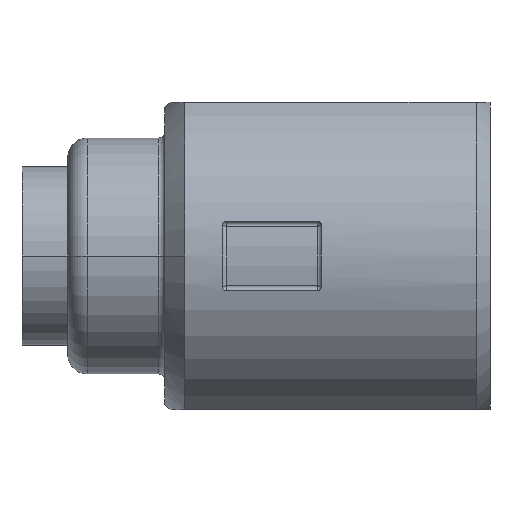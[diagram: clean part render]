
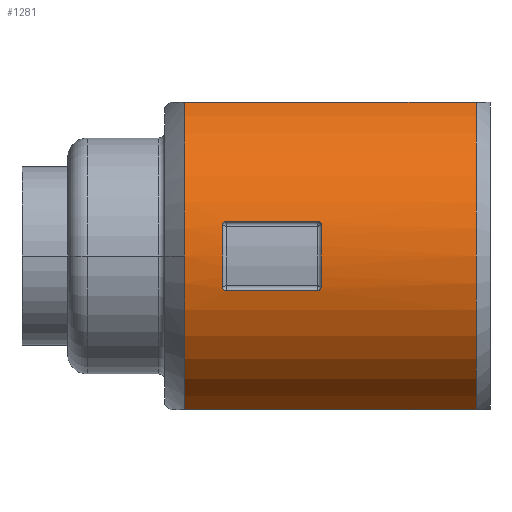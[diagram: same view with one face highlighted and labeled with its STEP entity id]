
A CAD part, front view. The second image highlights one B-rep face of the part: STEP entity #1281.
In plain terms, the highlighted cylindrical face has radius 8.5 mm (diameter 17 mm), a partial arc.
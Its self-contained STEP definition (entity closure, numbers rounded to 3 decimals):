
#77=CARTESIAN_POINT('',(2.9,0.,0.));
#78=DIRECTION('',(-1.,0.,0.));
#79=DIRECTION('',(0.,-0.983,-0.182));
#80=AXIS2_PLACEMENT_3D('',#77,#78,#79);
#82=CARTESIAN_POINT('',(2.9,0.,0.));
#83=DIRECTION('',(-1.,0.,0.));
#84=DIRECTION('',(0.,-1.,0.));
#85=AXIS2_PLACEMENT_3D('',#82,#83,#84);
#126=CARTESIAN_POINT('',(7.9,0.,0.));
#127=DIRECTION('',(1.,0.,0.));
#128=DIRECTION('',(0.,-0.983,0.182));
#129=AXIS2_PLACEMENT_3D('',#126,#127,#128);
#131=CARTESIAN_POINT('',(7.9,0.,0.));
#132=DIRECTION('',(1.,0.,0.));
#133=DIRECTION('',(0.,-1.,0.));
#134=AXIS2_PLACEMENT_3D('',#131,#132,#133);
#144=DIRECTION('',(-1.,0.,0.));
#145=VECTOR('',#144,14.7);
#146=CARTESIAN_POINT('',(15.7,-3.491,-7.75));
#147=LINE('',#146,#145);
#148=DIRECTION('',(1.,0.,0.));
#149=VECTOR('',#148,14.7);
#150=CARTESIAN_POINT('',(1.,-3.491,7.75));
#151=LINE('',#150,#149);
#152=CARTESIAN_POINT('',(7.9,-8.357,1.55));
#153=CARTESIAN_POINT('',(7.9,-8.352,1.578));
#154=CARTESIAN_POINT('',(7.889,-8.343,1.629));
#155=CARTESIAN_POINT('',(7.844,-8.329,1.696));
#156=CARTESIAN_POINT('',(7.777,-8.32,1.74));
#157=CARTESIAN_POINT('',(7.727,-8.318,1.75));
#158=CARTESIAN_POINT('',(7.7,-8.318,1.75));
#160=DIRECTION('',(-1.,0.,0.));
#161=VECTOR('',#160,4.6);
#162=CARTESIAN_POINT('',(7.7,-8.318,1.75));
#163=LINE('',#162,#161);
#164=CARTESIAN_POINT('',(3.1,-8.318,1.75));
#165=CARTESIAN_POINT('',(3.073,-8.318,1.75));
#166=CARTESIAN_POINT('',(3.023,-8.32,1.74));
#167=CARTESIAN_POINT('',(2.956,-8.329,1.696));
#168=CARTESIAN_POINT('',(2.911,-8.343,1.629));
#169=CARTESIAN_POINT('',(2.9,-8.352,1.578));
#170=CARTESIAN_POINT('',(2.9,-8.357,1.55));
#172=CARTESIAN_POINT('',(2.9,-8.357,-1.55));
#173=CARTESIAN_POINT('',(2.9,-8.352,-1.578));
#174=CARTESIAN_POINT('',(2.911,-8.343,-1.629));
#175=CARTESIAN_POINT('',(2.956,-8.329,-1.696));
#176=CARTESIAN_POINT('',(3.023,-8.32,-1.74));
#177=CARTESIAN_POINT('',(3.073,-8.318,-1.75));
#178=CARTESIAN_POINT('',(3.1,-8.318,-1.75));
#180=DIRECTION('',(1.,0.,0.));
#181=VECTOR('',#180,4.6);
#182=CARTESIAN_POINT('',(3.1,-8.318,-1.75));
#183=LINE('',#182,#181);
#184=CARTESIAN_POINT('',(7.7,-8.318,-1.75));
#185=CARTESIAN_POINT('',(7.727,-8.318,-1.75));
#186=CARTESIAN_POINT('',(7.777,-8.32,-1.74));
#187=CARTESIAN_POINT('',(7.844,-8.329,-1.696));
#188=CARTESIAN_POINT('',(7.889,-8.343,-1.629));
#189=CARTESIAN_POINT('',(7.9,-8.352,-1.578));
#190=CARTESIAN_POINT('',(7.9,-8.357,-1.55));
#199=CARTESIAN_POINT('',(15.7,0.,0.));
#200=DIRECTION('',(-1.,0.,0.));
#201=DIRECTION('',(0.,-0.411,-0.912));
#202=AXIS2_PLACEMENT_3D('',#199,#200,#201);
#204=CARTESIAN_POINT('',(15.7,0.,0.));
#205=DIRECTION('',(-1.,0.,0.));
#206=DIRECTION('',(0.,-1.,0.));
#207=AXIS2_PLACEMENT_3D('',#204,#205,#206);
#307=CARTESIAN_POINT('',(1.,0.,0.));
#308=DIRECTION('',(1.,0.,0.));
#309=DIRECTION('',(0.,-0.411,0.912));
#310=AXIS2_PLACEMENT_3D('',#307,#308,#309);
#341=CARTESIAN_POINT('',(1.,0.,0.));
#342=DIRECTION('',(1.,0.,0.));
#343=DIRECTION('',(0.,-1.,0.));
#344=AXIS2_PLACEMENT_3D('',#341,#342,#343);
#892=CARTESIAN_POINT('',(15.7,-3.491,-7.75));
#893=CARTESIAN_POINT('',(15.7,-8.5,0.));
#894=VERTEX_POINT('',#892);
#895=VERTEX_POINT('',#893);
#896=CARTESIAN_POINT('',(15.7,-3.491,7.75));
#897=VERTEX_POINT('',#896);
#898=CARTESIAN_POINT('',(1.,-3.491,-7.75));
#899=VERTEX_POINT('',#898);
#900=CARTESIAN_POINT('',(1.,-8.5,0.));
#901=VERTEX_POINT('',#900);
#902=CARTESIAN_POINT('',(1.,-3.491,7.75));
#903=VERTEX_POINT('',#902);
#904=CARTESIAN_POINT('',(7.9,-8.357,1.55));
#905=CARTESIAN_POINT('',(7.9,-8.5,0.));
#906=VERTEX_POINT('',#904);
#907=VERTEX_POINT('',#905);
#908=CARTESIAN_POINT('',(7.9,-8.357,-1.55));
#909=VERTEX_POINT('',#908);
#910=VERTEX_POINT('',#158);
#911=CARTESIAN_POINT('',(3.1,-8.318,1.75));
#912=VERTEX_POINT('',#911);
#913=VERTEX_POINT('',#170);
#914=CARTESIAN_POINT('',(2.9,-8.5,0.));
#915=VERTEX_POINT('',#914);
#916=CARTESIAN_POINT('',(2.9,-8.357,-1.55));
#917=VERTEX_POINT('',#916);
#918=VERTEX_POINT('',#178);
#919=CARTESIAN_POINT('',(7.7,-8.318,-1.75));
#920=VERTEX_POINT('',#919);
#1248=CARTESIAN_POINT('',(-5.965,0.,0.));
#1249=DIRECTION('',(1.,0.,0.));
#1250=DIRECTION('',(0.,-1.,0.));
#1251=AXIS2_PLACEMENT_3D('',#1248,#1249,#1250);
#1252=CYLINDRICAL_SURFACE('',#1251,8.5);
#1254=ORIENTED_EDGE('',*,*,#1253,.F.);
#1256=ORIENTED_EDGE('',*,*,#1255,.F.);
#1258=ORIENTED_EDGE('',*,*,#1257,.T.);
#1260=ORIENTED_EDGE('',*,*,#1259,.F.);
#1262=ORIENTED_EDGE('',*,*,#1261,.F.);
#1264=ORIENTED_EDGE('',*,*,#1263,.T.);
#1265=EDGE_LOOP('',(#1254,#1256,#1258,#1260,#1262,#1264));
#1266=FACE_OUTER_BOUND('',#1265,.F.);
#1267=ORIENTED_EDGE('',*,*,#1213,.F.);
#1268=ORIENTED_EDGE('',*,*,#1211,.F.);
#1270=ORIENTED_EDGE('',*,*,#1269,.T.);
#1271=ORIENTED_EDGE('',*,*,#1119,.T.);
#1272=ORIENTED_EDGE('',*,*,#1136,.T.);
#1273=ORIENTED_EDGE('',*,*,#1152,.F.);
#1274=ORIENTED_EDGE('',*,*,#1150,.F.);
#1276=ORIENTED_EDGE('',*,*,#1275,.T.);
#1277=ORIENTED_EDGE('',*,*,#1239,.T.);
#1278=ORIENTED_EDGE('',*,*,#1228,.T.);
#1279=EDGE_LOOP('',(#1267,#1268,#1270,#1271,#1272,#1273,#1274,#1276,#1277,
#1278));
#1280=FACE_BOUND('',#1279,.F.);
#81=CIRCLE('',#80,8.5);
#86=CIRCLE('',#85,8.5);
#130=CIRCLE('',#129,8.5);
#135=CIRCLE('',#134,8.5);
#159=B_SPLINE_CURVE_WITH_KNOTS('',3,(#152,#153,#154,#155,#156,#157,#158),
.UNSPECIFIED.,.F.,.F.,(4,1,1,1,4),(0.,0.25,0.5,0.75,1.),
.UNSPECIFIED.);
#171=B_SPLINE_CURVE_WITH_KNOTS('',3,(#164,#165,#166,#167,#168,#169,#170),
.UNSPECIFIED.,.F.,.F.,(4,1,1,1,4),(0.,0.25,0.5,0.75,1.),
.UNSPECIFIED.);
#179=B_SPLINE_CURVE_WITH_KNOTS('',3,(#172,#173,#174,#175,#176,#177,#178),
.UNSPECIFIED.,.F.,.F.,(4,1,1,1,4),(0.,0.25,0.5,0.75,1.),
.UNSPECIFIED.);
#191=B_SPLINE_CURVE_WITH_KNOTS('',3,(#184,#185,#186,#187,#188,#189,#190),
.UNSPECIFIED.,.F.,.F.,(4,1,1,1,4),(0.,0.25,0.5,0.75,1.),
.UNSPECIFIED.);
#203=CIRCLE('',#202,8.5);
#208=CIRCLE('',#207,8.5);
#311=CIRCLE('',#310,8.5);
#345=CIRCLE('',#344,8.5);
#1119=EDGE_CURVE('',#910,#912,#163,.T.);
#1136=EDGE_CURVE('',#912,#913,#171,.T.);
#1150=EDGE_CURVE('',#917,#915,#81,.T.);
#1152=EDGE_CURVE('',#915,#913,#86,.T.);
#1211=EDGE_CURVE('',#906,#907,#130,.T.);
#1213=EDGE_CURVE('',#907,#909,#135,.T.);
#1228=EDGE_CURVE('',#920,#909,#191,.T.);
#1239=EDGE_CURVE('',#918,#920,#183,.T.);
#1253=EDGE_CURVE('',#895,#897,#208,.T.);
#1255=EDGE_CURVE('',#894,#895,#203,.T.);
#1257=EDGE_CURVE('',#894,#899,#147,.T.);
#1259=EDGE_CURVE('',#901,#899,#345,.T.);
#1261=EDGE_CURVE('',#903,#901,#311,.T.);
#1263=EDGE_CURVE('',#903,#897,#151,.T.);
#1269=EDGE_CURVE('',#906,#910,#159,.T.);
#1275=EDGE_CURVE('',#917,#918,#179,.T.);
#1281=ADVANCED_FACE('',(#1266,#1280),#1252,.T.);
